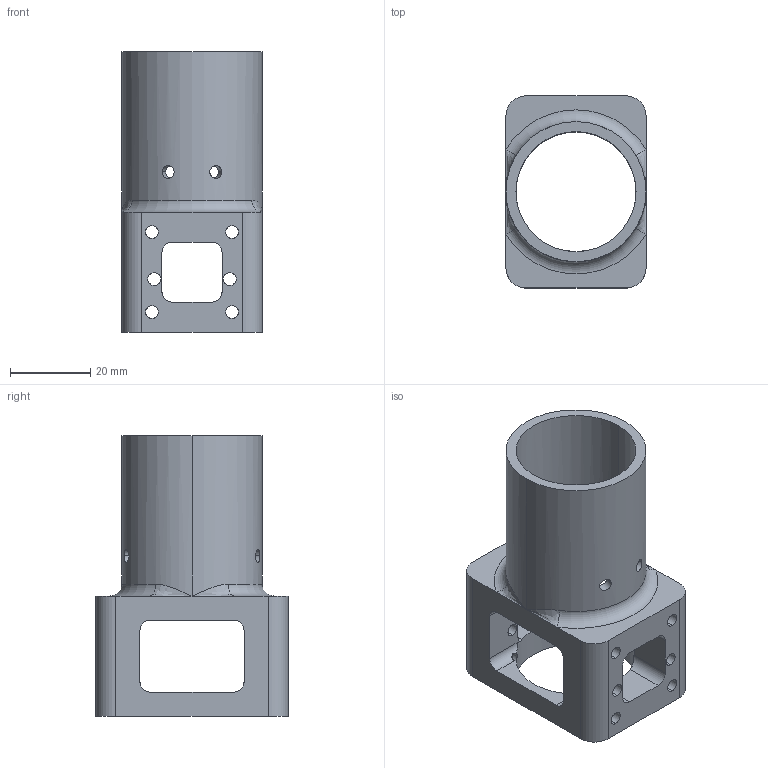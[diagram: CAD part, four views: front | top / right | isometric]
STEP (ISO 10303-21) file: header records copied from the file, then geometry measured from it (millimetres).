
FILE_DESCRIPTION (( 'STEP AP203' ), '1' );
FILE_NAME ('转正件（数量2，个别3.2孔攻M4螺纹）.STEP', '2021-09-16T02:53:03', ( '' ), ( '' ), 'SwSTEP 2.0', 'SolidWorks 2018', '' );
FILE_SCHEMA (( 'CONFIG_CONTROL_DESIGN' ));
Length unit declared in the file: millimetre
Products named in the file (1): 转正件（数量2，个别3.2孔攻M4螺纹）
Bounding box: 35 x 48 x 70 mm (x, y, z)
Volume: 29157.3 mm3; surface area: 18109.5 mm2
Topology: 1 solids, 1 shells, 88 faces, 290 edges, 188 vertices
Faces by surface type: cylinder 58, plane 24, bspline 4, torus 2
Entity records: 4425 total; most frequent: CARTESIAN_POINT 1823, ORIENTED_EDGE 572, DIRECTION 478, EDGE_CURVE 286, VERTEX_POINT 188, AXIS2_PLACEMENT_3D 175, LINE 128, VECTOR 128
